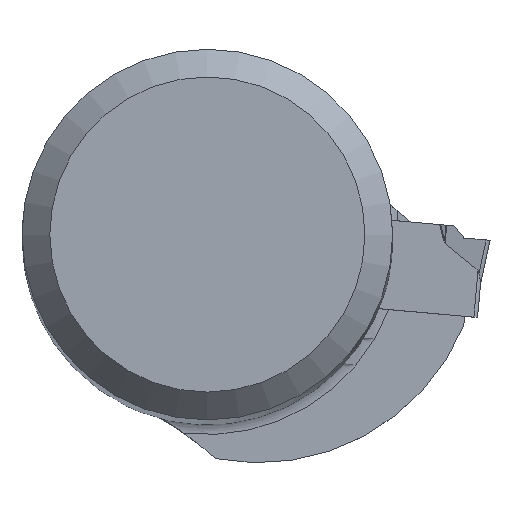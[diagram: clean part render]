
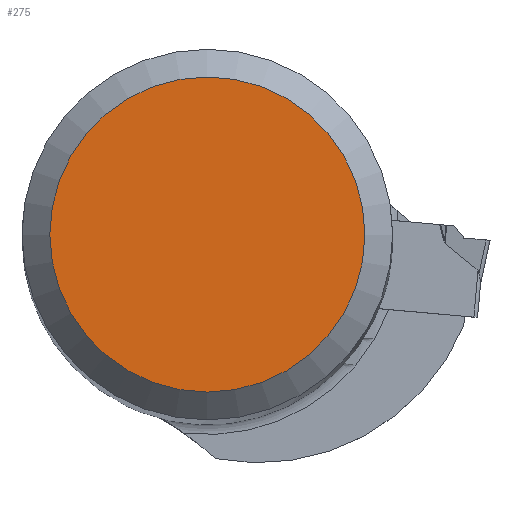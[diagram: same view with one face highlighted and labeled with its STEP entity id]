
A CAD part, top view. The second image highlights one B-rep face of the part: STEP entity #275.
In plain terms, the highlighted planar face has unit normal (0, 0, 1).
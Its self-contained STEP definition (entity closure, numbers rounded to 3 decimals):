
#145=PLANE('',#1748);
#275=ADVANCED_FACE('TB_BL_N10_SU6',(#382),#145,.T.);
#382=FACE_OUTER_BOUND('',#467,.T.);
#467=EDGE_LOOP('',(#707));
#550=CIRCLE('',#1747,8.5);
#707=ORIENTED_EDGE('',*,*,#1263,.T.);
#1089=VERTEX_POINT('',#2602);
#1263=EDGE_CURVE('',#1089,#1089,#550,.T.);
#1747=AXIS2_PLACEMENT_3D('',#2601,#1967,#1968);
#1748=AXIS2_PLACEMENT_3D('',#2603,#1969,#1970);
#1967=DIRECTION('',(0.,0.,1.));
#1968=DIRECTION('',(-1.,0.,0.));
#1969=DIRECTION('',(0.,0.,1.));
#1970=DIRECTION('',(-1.,0.,0.));
#2601=CARTESIAN_POINT('',(0.,0.,0.));
#2602=CARTESIAN_POINT('',(-8.5,0.,0.));
#2603=CARTESIAN_POINT('',(0.,0.,0.));
